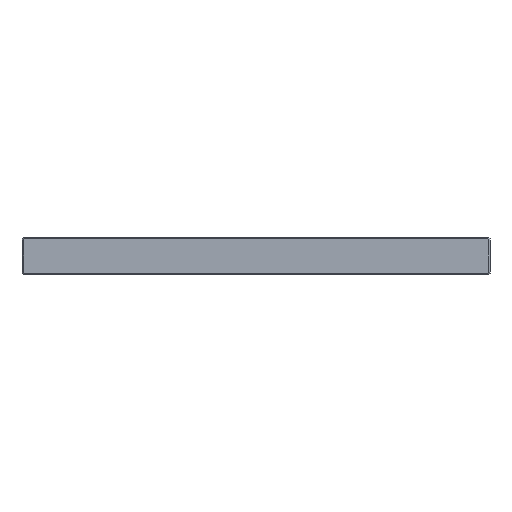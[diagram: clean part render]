
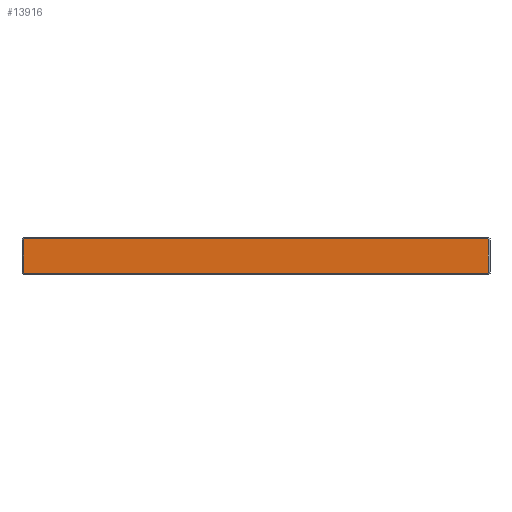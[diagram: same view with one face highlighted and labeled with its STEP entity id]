
A CAD part, front view. The second image highlights one B-rep face of the part: STEP entity #13916.
In plain terms, the highlighted planar face has unit normal (0, -1, 0).
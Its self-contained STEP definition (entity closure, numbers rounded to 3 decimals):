
#9993=FACE_OUTER_BOUND('',#26294,.T.);
#13916=ADVANCED_FACE('',(#9993),#18480,.T.);
#18480=PLANE('',#93917);
#26294=EDGE_LOOP('',(#32069,#32070,#32071,#32072,#32073,#32074,#32075,#32076));
#32069=ORIENTED_EDGE('',*,*,#64297,.T.);
#32070=ORIENTED_EDGE('',*,*,#64298,.F.);
#32071=ORIENTED_EDGE('',*,*,#64299,.T.);
#32072=ORIENTED_EDGE('',*,*,#64300,.T.);
#32073=ORIENTED_EDGE('',*,*,#64301,.T.);
#32074=ORIENTED_EDGE('',*,*,#64302,.F.);
#32075=ORIENTED_EDGE('',*,*,#64303,.T.);
#32076=ORIENTED_EDGE('',*,*,#64304,.T.);
#56085=VERTEX_POINT('',#120751);
#56086=VERTEX_POINT('',#120752);
#56087=VERTEX_POINT('',#120754);
#56088=VERTEX_POINT('',#120756);
#56089=VERTEX_POINT('',#120758);
#56090=VERTEX_POINT('',#120760);
#56091=VERTEX_POINT('',#120762);
#56092=VERTEX_POINT('',#120764);
#64297=EDGE_CURVE('',#56085,#56086,#76221,.T.);
#64298=EDGE_CURVE('',#56087,#56086,#76222,.T.);
#64299=EDGE_CURVE('',#56087,#56088,#76223,.T.);
#64300=EDGE_CURVE('',#56088,#56089,#76224,.T.);
#64301=EDGE_CURVE('',#56089,#56090,#76225,.T.);
#64302=EDGE_CURVE('',#56091,#56090,#76226,.T.);
#64303=EDGE_CURVE('',#56091,#56092,#76227,.T.);
#64304=EDGE_CURVE('',#56092,#56085,#76228,.T.);
#76221=LINE('',#120750,#85097);
#76222=LINE('',#120753,#85098);
#76223=LINE('',#120755,#85099);
#76224=LINE('',#120757,#85100);
#76225=LINE('',#120759,#85101);
#76226=LINE('',#120761,#85102);
#76227=LINE('',#120763,#85103);
#76228=LINE('',#120765,#85104);
#85097=VECTOR('',#99808,1.);
#85098=VECTOR('',#99809,1.);
#85099=VECTOR('',#99810,1.);
#85100=VECTOR('',#99811,1.);
#85101=VECTOR('',#99812,1.);
#85102=VECTOR('',#99813,1.);
#85103=VECTOR('',#99814,1.);
#85104=VECTOR('',#99815,1.);
#93917=AXIS2_PLACEMENT_3D('',#120766,#99816,#99817);
#99808=DIRECTION('',(-1.,0.,0.));
#99809=DIRECTION('',(0.577,0.,0.816));
#99810=DIRECTION('',(0.,0.,-1.));
#99811=DIRECTION('',(0.577,0.,-0.816));
#99812=DIRECTION('',(1.,0.,0.));
#99813=DIRECTION('',(-0.577,0.,-0.816));
#99814=DIRECTION('',(0.,0.,1.));
#99815=DIRECTION('',(-0.577,0.,0.816));
#99816=DIRECTION('',(0.,-1.,0.));
#99817=DIRECTION('',(-1.,0.,0.));
#120750=CARTESIAN_POINT('',(-75.,-6.,5.5));
#120751=CARTESIAN_POINT('',(74.3,-6.,5.5));
#120752=CARTESIAN_POINT('',(-74.3,-6.,5.5));
#120753=CARTESIAN_POINT('',(-74.582,-6.,5.101));
#120754=CARTESIAN_POINT('',(-74.5,-6.,5.217));
#120755=CARTESIAN_POINT('',(-74.5,-6.,-5.5));
#120756=CARTESIAN_POINT('',(-74.5,-6.,-5.217));
#120757=CARTESIAN_POINT('',(-79.954,-6.,2.497));
#120758=CARTESIAN_POINT('',(-74.3,-6.,-5.5));
#120759=CARTESIAN_POINT('',(-75.,-6.,-5.5));
#120760=CARTESIAN_POINT('',(74.3,-6.,-5.5));
#120761=CARTESIAN_POINT('',(74.582,-6.,-5.101));
#120762=CARTESIAN_POINT('',(74.5,-6.,-5.217));
#120763=CARTESIAN_POINT('',(74.5,-6.,6.));
#120764=CARTESIAN_POINT('',(74.5,-6.,5.217));
#120765=CARTESIAN_POINT('',(24.298,-6.,76.214));
#120766=CARTESIAN_POINT('',(-75.,-6.,6.));
